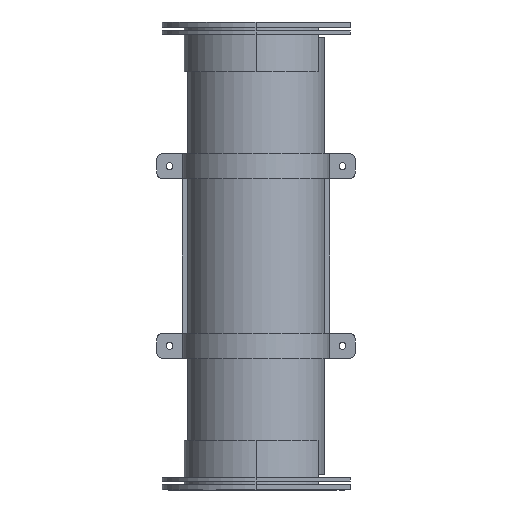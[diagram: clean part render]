
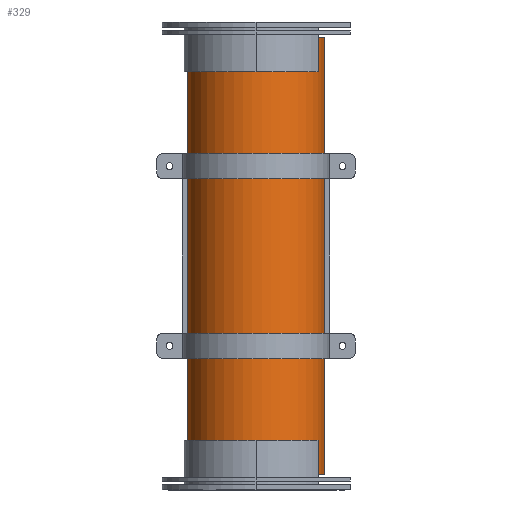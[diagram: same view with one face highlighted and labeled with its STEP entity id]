
A CAD part, front view. The second image highlights one B-rep face of the part: STEP entity #329.
In plain terms, the highlighted free-form (B-spline) face has degree [2, 1] with [5, 2] control points.
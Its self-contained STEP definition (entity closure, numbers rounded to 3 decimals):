
#286 = VERTEX_POINT('',#287);
#287 = CARTESIAN_POINT('',(127.639,113.31,
    60.663));
#288 = VERTEX_POINT('',#289);
#289 = CARTESIAN_POINT('',(56.328,113.31,
    60.663));
#297 = EDGE_CURVE('',#288,#298,#300,.T.);
#298 = VERTEX_POINT('',#299);
#299 = CARTESIAN_POINT('',(56.328,113.31,
    287.966));
#300 = B_SPLINE_CURVE_WITH_KNOTS('',1,(#301,#302),.UNSPECIFIED.,.F.,.F.,
  (2,2),(0.,255.),.PIECEWISE_BEZIER_KNOTS.);
#301 = CARTESIAN_POINT('',(56.328,113.31,
    60.663));
#302 = CARTESIAN_POINT('',(56.328,113.31,
    287.966));
#305 = VERTEX_POINT('',#306);
#306 = CARTESIAN_POINT('',(127.639,113.31,
    287.966));
#314 = EDGE_CURVE('',#286,#305,#315,.T.);
#315 = B_SPLINE_CURVE_WITH_KNOTS('',1,(#316,#317),.UNSPECIFIED.,.F.,.F.,
  (2,2),(0.,255.),.PIECEWISE_BEZIER_KNOTS.);
#316 = CARTESIAN_POINT('',(127.639,113.31,
    60.663));
#317 = CARTESIAN_POINT('',(127.639,113.31,
    287.966));
#329 = ADVANCED_FACE('',(#330),#350,.T.);
#330 = FACE_BOUND('',#331,.T.);
#331 = EDGE_LOOP('',(#332,#333,#341,#342));
#332 = ORIENTED_EDGE('',*,*,#297,.F.);
#333 = ORIENTED_EDGE('',*,*,#334,.T.);
#334 = EDGE_CURVE('',#288,#286,#335,.T.);
#335 = ( BOUNDED_CURVE() B_SPLINE_CURVE(2,(#336,#337,#338,#339,#340),
.UNSPECIFIED.,.F.,.F.) B_SPLINE_CURVE_WITH_KNOTS((3,2,3),(3.142,
4.712,6.283),.PIECEWISE_BEZIER_KNOTS.) CURVE() 
GEOMETRIC_REPRESENTATION_ITEM() RATIONAL_B_SPLINE_CURVE((1.,
0.707,1.,0.707,1.)) REPRESENTATION_ITEM('') );
#336 = CARTESIAN_POINT('',(56.328,113.31,
    60.663));
#337 = CARTESIAN_POINT('',(56.328,77.655,
    60.663));
#338 = CARTESIAN_POINT('',(91.983,77.655,
    60.663));
#339 = CARTESIAN_POINT('',(127.639,77.655,
    60.663));
#340 = CARTESIAN_POINT('',(127.639,113.31,
    60.663));
#341 = ORIENTED_EDGE('',*,*,#314,.T.);
#342 = ORIENTED_EDGE('',*,*,#343,.F.);
#343 = EDGE_CURVE('',#298,#305,#344,.T.);
#344 = ( BOUNDED_CURVE() B_SPLINE_CURVE(2,(#345,#346,#347,#348,#349),
.UNSPECIFIED.,.F.,.F.) B_SPLINE_CURVE_WITH_KNOTS((3,2,3),(3.142,
4.712,6.283),.PIECEWISE_BEZIER_KNOTS.) CURVE() 
GEOMETRIC_REPRESENTATION_ITEM() RATIONAL_B_SPLINE_CURVE((1.,
0.707,1.,0.707,1.)) REPRESENTATION_ITEM('') );
#345 = CARTESIAN_POINT('',(56.328,113.31,
    287.966));
#346 = CARTESIAN_POINT('',(56.328,77.655,287.966
    ));
#347 = CARTESIAN_POINT('',(91.983,77.655,287.966
    ));
#348 = CARTESIAN_POINT('',(127.639,77.655,287.966
    ));
#349 = CARTESIAN_POINT('',(127.639,113.31,
    287.966));
#350 = ( BOUNDED_SURFACE() B_SPLINE_SURFACE(2,1,(
    (#351,#352)
    ,(#353,#354)
    ,(#355,#356)
    ,(#357,#358)
,(#359,#360
    )),.UNSPECIFIED.,.F.,.F.,.F.) B_SPLINE_SURFACE_WITH_KNOTS((3,2,3),(2
    ,2),(3.142,4.712,6.283),(0.,255.),
.PIECEWISE_BEZIER_KNOTS.) GEOMETRIC_REPRESENTATION_ITEM() 
RATIONAL_B_SPLINE_SURFACE((
    (1.,1.)
    ,(0.707,0.707)
    ,(1.,1.)
    ,(0.707,0.707)
,(1.,1.))) REPRESENTATION_ITEM('') SURFACE() );
#351 = CARTESIAN_POINT('',(56.328,113.31,
    60.663));
#352 = CARTESIAN_POINT('',(56.328,113.31,
    287.966));
#353 = CARTESIAN_POINT('',(56.328,77.655,
    60.663));
#354 = CARTESIAN_POINT('',(56.328,77.655,287.966
    ));
#355 = CARTESIAN_POINT('',(91.983,77.655,
    60.663));
#356 = CARTESIAN_POINT('',(91.983,77.655,287.966
    ));
#357 = CARTESIAN_POINT('',(127.639,77.655,
    60.663));
#358 = CARTESIAN_POINT('',(127.639,77.655,287.966
    ));
#359 = CARTESIAN_POINT('',(127.639,113.31,
    60.663));
#360 = CARTESIAN_POINT('',(127.639,113.31,
    287.966));
